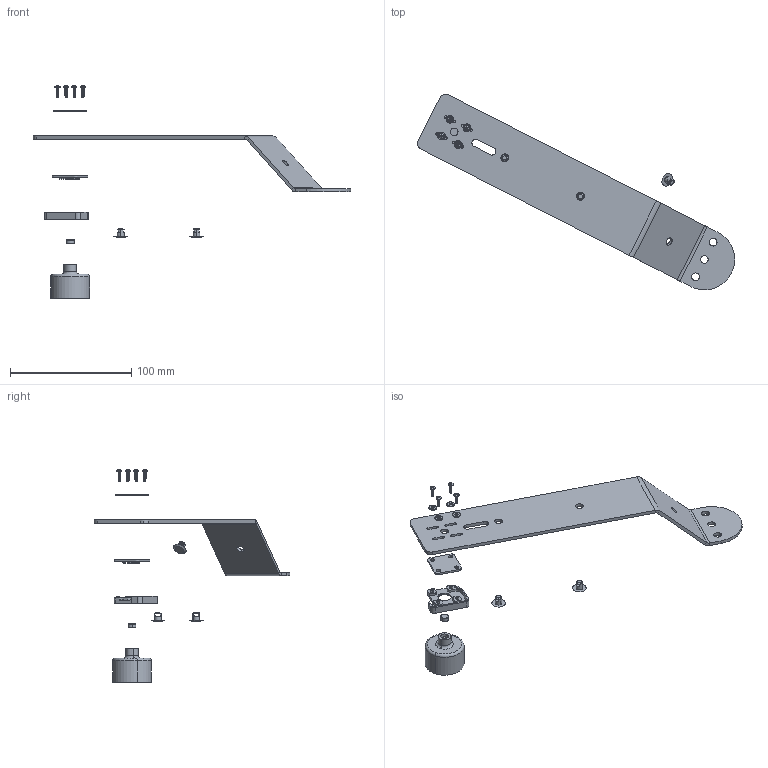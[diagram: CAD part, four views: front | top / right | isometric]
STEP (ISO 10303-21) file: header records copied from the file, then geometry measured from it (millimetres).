
FILE_DESCRIPTION (( 'STEP AP203' ), '1' );
FILE_NAME ('ENCODER MOUNT- PERMOBIL F3.STEP', '2023-06-05T18:21:57', ( '' ), ( '' ), 'SwSTEP 2.0', 'SolidWorks 2020', '' );
FILE_SCHEMA (( 'CONFIG_CONTROL_DESIGN' ));
Length unit declared in the file: millimetre
Products named in the file (9): CABLE TIE MOUNT_default; ENCODER PCB MOUNT_417-00010; ENCODER PCB_ENCODER PCB; WASHER- #2_default; ENCODER MOUNT ARM- PERMOBIL F3_default; ENCODER MOUNT- PERMOBIL F3; MAGNET- NEODYMIUM 0.25 X 0.125_default; ENCODER WHEEL ADAPTER- PERMOBIL F3_417-00011; SCREW- #2 X 0.375_default
Assembly tree (16 placements, depth 2):
  ENCODER MOUNT- PERMOBIL F3
    ENCODER MOUNT ARM- PERMOBIL F3_default
    ENCODER WHEEL ADAPTER- PERMOBIL F3_417-00011
    ENCODER PCB MOUNT_417-00010
    SCREW- #2 X 0.375_default  x4
    ENCODER PCB_ENCODER PCB
    CABLE TIE MOUNT_default  x3
    MAGNET- NEODYMIUM 0.25 X 0.125_default
    WASHER- #2_default  x4
Bounding box: 261.39 x 161.07 x 175.34 mm (x, y, z)
Volume: 52762.1 mm3; surface area: 41194.6 mm2
Topology: 16 solids, 16 shells, 738 faces, 1985 edges, 1298 vertices
Faces by surface type: cylinder 357, plane 231, cone 88, torus 42, bspline 12, sphere 8
Entity records: 15252 total; most frequent: CARTESIAN_POINT 4451, DIRECTION 2036, ORIENTED_EDGE 2016, EDGE_CURVE 1008, AXIS2_PLACEMENT_3D 768, VERTEX_POINT 659, VECTOR 500, LINE 500
